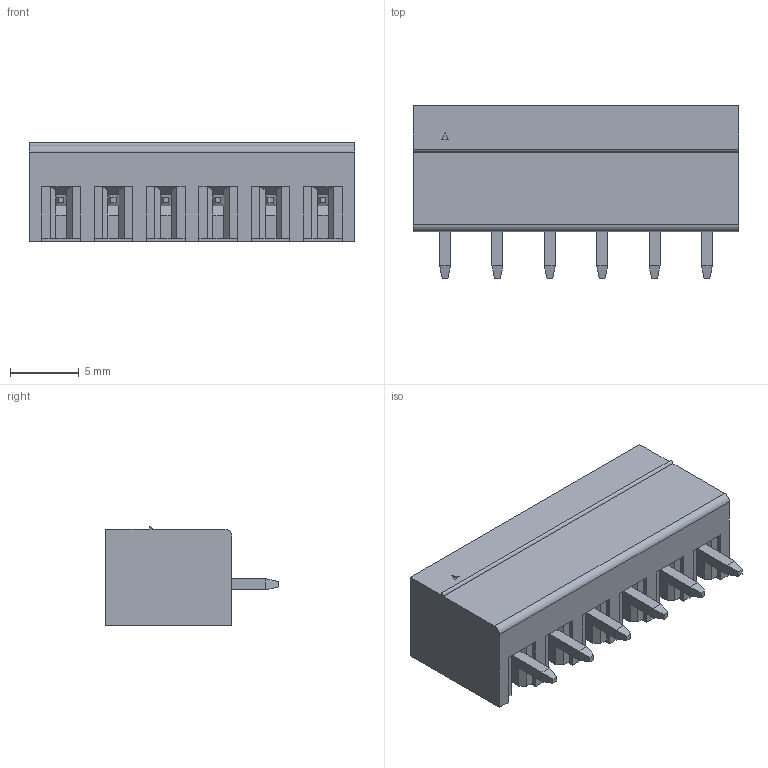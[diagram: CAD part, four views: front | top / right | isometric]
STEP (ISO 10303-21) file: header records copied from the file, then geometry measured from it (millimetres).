
FILE_DESCRIPTION (( 'STEP AP214' ), '1' );
FILE_NAME ('15EDGVC-3.81-06P-14-00AH.STEP', '2021-02-02T01:49:36', ( '' ), ( '' ), 'SwSTEP 2.0', 'SolidWorks 2020', '' );
FILE_SCHEMA (( 'AUTOMOTIVE_DESIGN' ));
Length unit declared in the file: millimetre
Products named in the file (1): 15EDGVC-3.81-06P-14-00AH
Bounding box: 23.65 x 12.6 x 7.2 mm (x, y, z)
Volume: 739.6 mm3; surface area: 2235.5 mm2
Topology: 1 solids, 1 shells, 738 faces, 1956 edges, 1268 vertices
Faces by surface type: plane 557, bspline 143, cylinder 20, torus 12, cone 6
Entity records: 34032 total; most frequent: CARTESIAN_POINT 12478, ORIENTED_EDGE 3912, DIRECTION 2920, EDGE_CURVE 1956, VECTOR 1588, LINE 1588, VERTEX_POINT 1268, EDGE_LOOP 786
